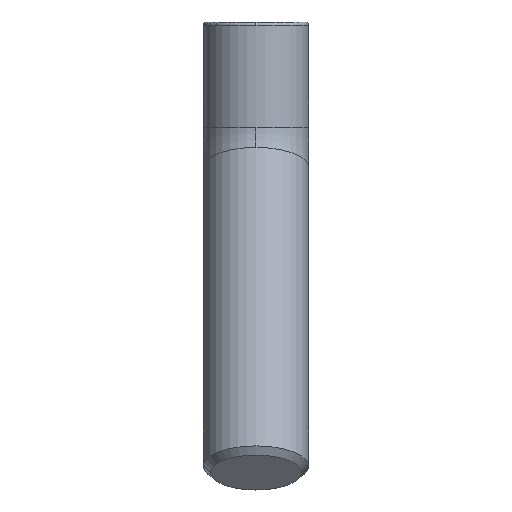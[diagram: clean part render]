
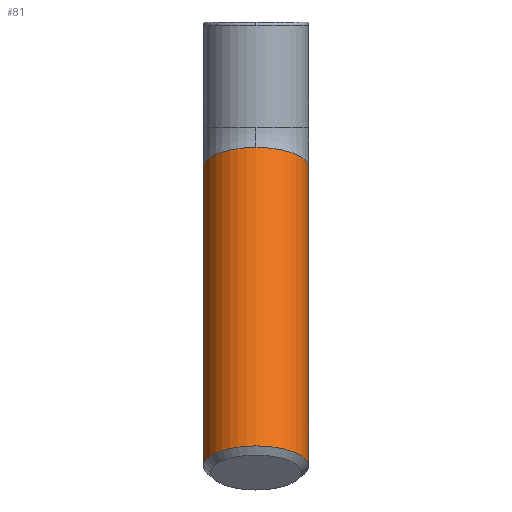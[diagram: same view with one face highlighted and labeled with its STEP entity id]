
A CAD part, left-side view. The second image highlights one B-rep face of the part: STEP entity #81.
In plain terms, the highlighted cylindrical face has radius 15 mm (diameter 30 mm), a partial arc.
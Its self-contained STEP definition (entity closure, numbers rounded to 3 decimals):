
#81=ADVANCED_FACE('',(#153),#154,.T.);
#153=FACE_OUTER_BOUND('',#2050,.T.);
#154=CYLINDRICAL_SURFACE('',#2051,15.0);
#2050=EDGE_LOOP('',(#2288,#2289,#2290,#2291,#2292));
#2051=AXIS2_PLACEMENT_3D('',#2293,#2294,#2295);
#2288=ORIENTED_EDGE('',*,*,#2370,.T.);
#2289=ORIENTED_EDGE('',*,*,#2375,.F.);
#2290=ORIENTED_EDGE('',*,*,#2372,.T.);
#2291=ORIENTED_EDGE('',*,*,#2360,.F.);
#2292=ORIENTED_EDGE('',*,*,#2434,.F.);
#2293=CARTESIAN_POINT('',(-61.103,0.,25.185));
#2294=DIRECTION('',(-0.383,0.0,-0.924));
#2295=DIRECTION('',(0.0,1.0,0.0));
#2360=EDGE_CURVE('',#2464,#2466,#2467,.T.);
#2370=EDGE_CURVE('',#2485,#2486,#2487,.T.);
#2372=EDGE_CURVE('',#2489,#2466,#2490,.T.);
#2375=EDGE_CURVE('',#2489,#2486,#2494,.T.);
#2434=EDGE_CURVE('',#2485,#2464,#2580,.T.);
#2464=VERTEX_POINT('',#2782);
#2466=VERTEX_POINT('',#2784);
#2467=CIRCLE('',#2785,15.0);
#2485=VERTEX_POINT('',#2807);
#2486=VERTEX_POINT('',#2808);
#2487=LINE('',#2809,#2810);
#2489=VERTEX_POINT('',#2812);
#2490=LINE('',#2813,#2814);
#2494=CIRCLE('',#2819,15.0);
#2580=CIRCLE('',#3114,15.0);
#2782=CARTESIAN_POINT('',(-74.961,0.,30.925));
#2784=CARTESIAN_POINT('',(-61.103,-15.,25.185));
#2785=AXIS2_PLACEMENT_3D('',#3133,#3134,#3135);
#2807=CARTESIAN_POINT('',(-61.103,15.,25.185));
#2808=CARTESIAN_POINT('',(-96.322,15.,-59.842));
#2809=CARTESIAN_POINT('',(-61.103,15.,25.185));
#2810=VECTOR('',#3155,1.0);
#2812=CARTESIAN_POINT('',(-96.322,-15.,-59.842));
#2813=CARTESIAN_POINT('',(-61.103,-15.,25.185));
#2814=VECTOR('',#3159,1.0);
#2819=AXIS2_PLACEMENT_3D('',#3164,#3165,#3166);
#3114=AXIS2_PLACEMENT_3D('',#3279,#3280,#3281);
#3133=CARTESIAN_POINT('',(-61.103,0.,25.185));
#3134=DIRECTION('',(0.383,-0.0,0.924));
#3135=DIRECTION('',(0.0,1.0,0.0));
#3155=DIRECTION('',(-0.383,0.0,-0.924));
#3159=DIRECTION('',(0.383,-0.0,0.924));
#3164=CARTESIAN_POINT('',(-96.322,0.,-59.842));
#3165=DIRECTION('',(-0.383,0.,-0.924));
#3166=DIRECTION('',(0.,-1.0,0.));
#3279=CARTESIAN_POINT('',(-61.103,0.,25.185));
#3280=DIRECTION('',(0.383,-0.0,0.924));
#3281=DIRECTION('',(0.0,1.0,0.0));
